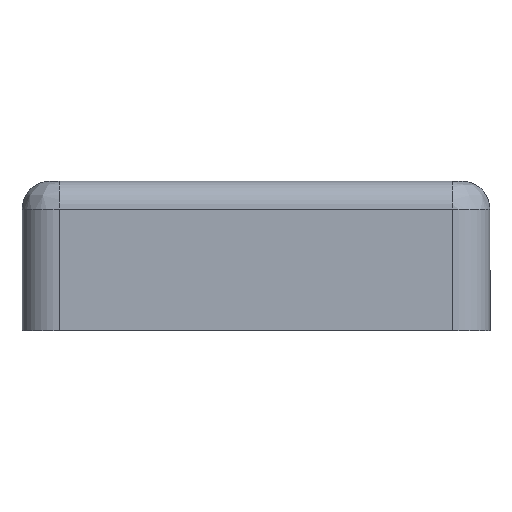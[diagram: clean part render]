
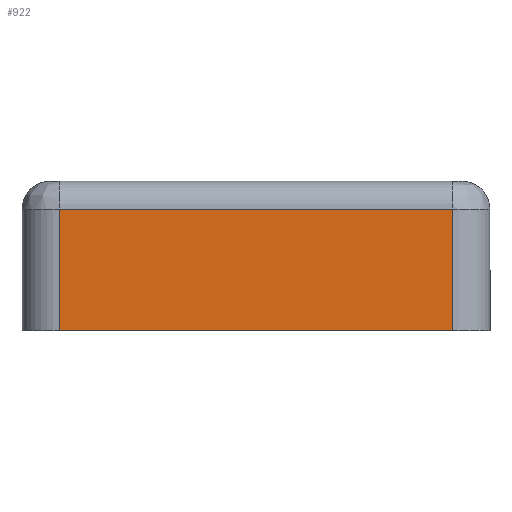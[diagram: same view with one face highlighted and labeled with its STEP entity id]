
A CAD part, left-side view. The second image highlights one B-rep face of the part: STEP entity #922.
In plain terms, the highlighted planar face has unit normal (-1, 0, 0).
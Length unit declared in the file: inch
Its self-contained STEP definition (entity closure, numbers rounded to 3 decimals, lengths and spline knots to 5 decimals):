
#103 = VERTEX_POINT ( 'NONE', #8955 ) ;
#226 = EDGE_LOOP ( 'NONE', ( #4023, #4811, #1144, #3798 ) ) ;
#816 = FACE_OUTER_BOUND ( 'NONE', #226, .T. ) ;
#849 = CARTESIAN_POINT ( 'NONE',  ( -1.9685, -0.82677, 0.51181 ) ) ;
#922 = ADVANCED_FACE ( 'NONE', ( #816 ), #5063, .F. ) ;
#1144 = ORIENTED_EDGE ( 'NONE', *, *, #5567, .F. ) ;
#1368 = DIRECTION ( 'NONE',  ( 0., 0., 1. ) ) ;
#1398 = CARTESIAN_POINT ( 'NONE',  ( -1.9685, 0.82677, 0.62992 ) ) ;
#1708 = VECTOR ( 'NONE', #1368, 39.37008 ) ;
#1954 = LINE ( 'NONE', #1398, #1708 ) ;
#2045 = VECTOR ( 'NONE', #7907, 39.37008 ) ;
#2563 = EDGE_CURVE ( 'NONE', #4239, #6255, #5926, .T. ) ;
#2705 = EDGE_CURVE ( 'NONE', #103, #4239, #4906, .T. ) ;
#3547 = DIRECTION ( 'NONE',  ( 0., 1., 0. ) ) ;
#3676 = CARTESIAN_POINT ( 'NONE',  ( -1.9685, 0.98425, 0. ) ) ;
#3784 = AXIS2_PLACEMENT_3D ( 'NONE', #4908, #4936, #4954 ) ;
#3798 = ORIENTED_EDGE ( 'NONE', *, *, #2563, .F. ) ;
#4023 = ORIENTED_EDGE ( 'NONE', *, *, #2705, .F. ) ;
#4239 = VERTEX_POINT ( 'NONE', #849 ) ;
#4811 = ORIENTED_EDGE ( 'NONE', *, *, #8976, .F. ) ;
#4906 = LINE ( 'NONE', #7087, #6814 ) ;
#4908 = CARTESIAN_POINT ( 'NONE',  ( -1.9685, 0.98425, 0.62992 ) ) ;
#4936 = DIRECTION ( 'NONE',  ( 1., 0., 0. ) ) ;
#4954 = DIRECTION ( 'NONE',  ( 0., 0., -1. ) ) ;
#5063 = PLANE ( 'NONE',  #3784 ) ;
#5567 = EDGE_CURVE ( 'NONE', #6255, #9294, #7911, .T. ) ;
#5861 = CARTESIAN_POINT ( 'NONE',  ( -1.9685, -0.82677, 0. ) ) ;
#5926 = LINE ( 'NONE', #7988, #2045 ) ;
#5964 = CARTESIAN_POINT ( 'NONE',  ( -1.9685, 0.82677, 0. ) ) ;
#5991 = VECTOR ( 'NONE', #3547, 39.37008 ) ;
#6255 = VERTEX_POINT ( 'NONE', #5861 ) ;
#6814 = VECTOR ( 'NONE', #7321, 39.37008 ) ;
#7087 = CARTESIAN_POINT ( 'NONE',  ( -1.9685, -0.98425, 0.51181 ) ) ;
#7321 = DIRECTION ( 'NONE',  ( 0., -1., 0. ) ) ;
#7907 = DIRECTION ( 'NONE',  ( 0., 0., -1. ) ) ;
#7911 = LINE ( 'NONE', #3676, #5991 ) ;
#7988 = CARTESIAN_POINT ( 'NONE',  ( -1.9685, -0.82677, 0.62992 ) ) ;
#8955 = CARTESIAN_POINT ( 'NONE',  ( -1.9685, 0.82677, 0.51181 ) ) ;
#8976 = EDGE_CURVE ( 'NONE', #9294, #103, #1954, .T. ) ;
#9294 = VERTEX_POINT ( 'NONE', #5964 ) ;
